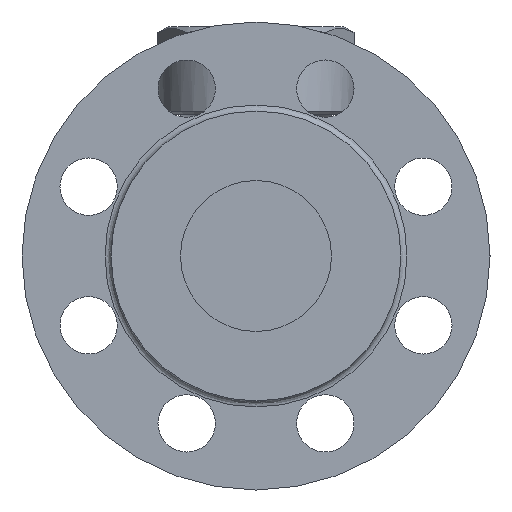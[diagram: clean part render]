
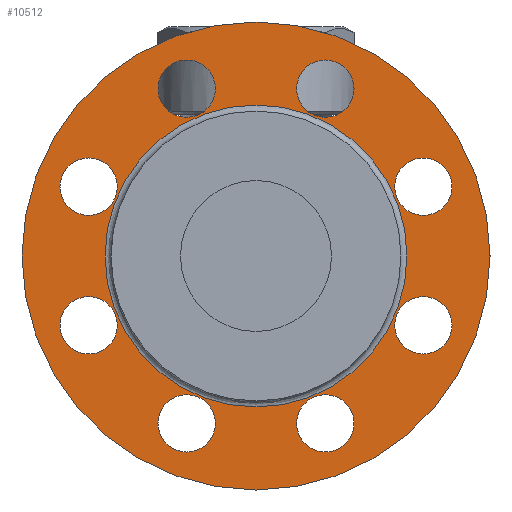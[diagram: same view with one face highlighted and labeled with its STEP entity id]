
A CAD part, left-side view. The second image highlights one B-rep face of the part: STEP entity #10512.
In plain terms, the highlighted planar face has unit normal (-1, 0, 0).
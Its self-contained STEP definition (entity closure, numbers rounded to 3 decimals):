
#10322=CARTESIAN_POINT('',(-98.,0.,77.5));
#10323=VERTEX_POINT('',#10322);
#10324=CARTESIAN_POINT('',(-98.0,0.0,0.));
#10325=DIRECTION('',(1.0,0.0,0.0));
#10326=DIRECTION('',(0.0,0.0,-1.0));
#10327=AXIS2_PLACEMENT_3D('',#10324,#10325,#10326);
#10328=CIRCLE('',#10327,77.5);
#10329=EDGE_CURVE('',#10323,#10323,#10328,.T.);
#10390=CARTESIAN_POINT('',(-98.,0.,50.));
#10391=VERTEX_POINT('',#10390);
#10392=CARTESIAN_POINT('',(-98.0,0.0,0.));
#10393=DIRECTION('',(-1.0,0.0,0.0));
#10394=DIRECTION('',(0.0,0.0,-1.0));
#10395=AXIS2_PLACEMENT_3D('',#10392,#10393,#10394);
#10396=CIRCLE('',#10395,50.);
#10397=EDGE_CURVE('',#10391,#10391,#10396,.T.);
#10413=CARTESIAN_POINT('',(-98.0,0.0,0.));
#10414=DIRECTION('',(1.0,0.0,0.0));
#10415=DIRECTION('',(0.0,0.0,-1.0));
#10416=AXIS2_PLACEMENT_3D('',#10413,#10414,#10415);
#10417=PLANE('',#10416);
#10418=ORIENTED_EDGE('',*,*,#10329,.F.);
#10419=EDGE_LOOP('',(#10418));
#10420=FACE_OUTER_BOUND('',#10419,.T.);
#10421=CARTESIAN_POINT('',(-98.,-22.961,64.933));
#10422=VERTEX_POINT('',#10421);
#10423=CARTESIAN_POINT('',(-98.0,-22.961,55.433));
#10424=DIRECTION('',(1.0,0.0,0.0));
#10425=DIRECTION('',(0.0,0.0,1.0));
#10426=AXIS2_PLACEMENT_3D('',#10423,#10424,#10425);
#10427=CIRCLE('',#10426,9.5);
#10428=EDGE_CURVE('',#10422,#10422,#10427,.T.);
#10429=ORIENTED_EDGE('',*,*,#10428,.T.);
#10430=EDGE_LOOP('',(#10429));
#10431=FACE_BOUND('',#10430,.T.);
#10432=CARTESIAN_POINT('',(-98.,-62.15,29.679));
#10433=VERTEX_POINT('',#10432);
#10434=CARTESIAN_POINT('',(-98.0,-55.433,22.961));
#10435=DIRECTION('',(1.,0.,0.));
#10436=DIRECTION('',(0.,-0.707,0.707));
#10437=AXIS2_PLACEMENT_3D('',#10434,#10435,#10436);
#10438=CIRCLE('',#10437,9.5);
#10439=EDGE_CURVE('',#10433,#10433,#10438,.T.);
#10440=ORIENTED_EDGE('',*,*,#10439,.T.);
#10441=EDGE_LOOP('',(#10440));
#10442=FACE_BOUND('',#10441,.T.);
#10443=CARTESIAN_POINT('',(-98.0,-64.933,-22.961));
#10444=VERTEX_POINT('',#10443);
#10445=CARTESIAN_POINT('',(-98.0,-55.433,-22.961));
#10446=DIRECTION('',(1.0,0.0,0.0));
#10447=DIRECTION('',(0.0,-1.0,0.0));
#10448=AXIS2_PLACEMENT_3D('',#10445,#10446,#10447);
#10449=CIRCLE('',#10448,9.5);
#10450=EDGE_CURVE('',#10444,#10444,#10449,.T.);
#10451=ORIENTED_EDGE('',*,*,#10450,.T.);
#10452=EDGE_LOOP('',(#10451));
#10453=FACE_BOUND('',#10452,.T.);
#10454=CARTESIAN_POINT('',(-98.,-29.679,-62.15));
#10455=VERTEX_POINT('',#10454);
#10456=CARTESIAN_POINT('',(-98.,-22.961,-55.433));
#10457=DIRECTION('',(1.,0.,0.));
#10458=DIRECTION('',(0.,-0.707,-0.707));
#10459=AXIS2_PLACEMENT_3D('',#10456,#10457,#10458);
#10460=CIRCLE('',#10459,9.5);
#10461=EDGE_CURVE('',#10455,#10455,#10460,.T.);
#10462=ORIENTED_EDGE('',*,*,#10461,.T.);
#10463=EDGE_LOOP('',(#10462));
#10464=FACE_BOUND('',#10463,.T.);
#10465=CARTESIAN_POINT('',(-98.,22.961,-64.933));
#10466=VERTEX_POINT('',#10465);
#10467=CARTESIAN_POINT('',(-98.,22.961,-55.433));
#10468=DIRECTION('',(1.0,0.0,0.0));
#10469=DIRECTION('',(0.0,0.0,-1.0));
#10470=AXIS2_PLACEMENT_3D('',#10467,#10468,#10469);
#10471=CIRCLE('',#10470,9.5);
#10472=EDGE_CURVE('',#10466,#10466,#10471,.T.);
#10473=ORIENTED_EDGE('',*,*,#10472,.T.);
#10474=EDGE_LOOP('',(#10473));
#10475=FACE_BOUND('',#10474,.T.);
#10476=CARTESIAN_POINT('',(-98.,62.15,-29.679));
#10477=VERTEX_POINT('',#10476);
#10478=CARTESIAN_POINT('',(-98.0,55.433,-22.961));
#10479=DIRECTION('',(1.0,0.,0.));
#10480=DIRECTION('',(0.,0.707,-0.707));
#10481=AXIS2_PLACEMENT_3D('',#10478,#10479,#10480);
#10482=CIRCLE('',#10481,9.5);
#10483=EDGE_CURVE('',#10477,#10477,#10482,.T.);
#10484=ORIENTED_EDGE('',*,*,#10483,.T.);
#10485=EDGE_LOOP('',(#10484));
#10486=FACE_BOUND('',#10485,.T.);
#10487=CARTESIAN_POINT('',(-98.,64.933,22.961));
#10488=VERTEX_POINT('',#10487);
#10489=CARTESIAN_POINT('',(-98.0,55.433,22.961));
#10490=DIRECTION('',(1.0,0.0,0.0));
#10491=DIRECTION('',(0.0,1.0,0.0));
#10492=AXIS2_PLACEMENT_3D('',#10489,#10490,#10491);
#10493=CIRCLE('',#10492,9.5);
#10494=EDGE_CURVE('',#10488,#10488,#10493,.T.);
#10495=ORIENTED_EDGE('',*,*,#10494,.T.);
#10496=EDGE_LOOP('',(#10495));
#10497=FACE_BOUND('',#10496,.T.);
#10498=CARTESIAN_POINT('',(-98.,29.679,62.15));
#10499=VERTEX_POINT('',#10498);
#10500=CARTESIAN_POINT('',(-98.,22.961,55.433));
#10501=DIRECTION('',(1.0,0.,0.));
#10502=DIRECTION('',(0.,0.707,0.707));
#10503=AXIS2_PLACEMENT_3D('',#10500,#10501,#10502);
#10504=CIRCLE('',#10503,9.5);
#10505=EDGE_CURVE('',#10499,#10499,#10504,.T.);
#10506=ORIENTED_EDGE('',*,*,#10505,.T.);
#10507=EDGE_LOOP('',(#10506));
#10508=FACE_BOUND('',#10507,.T.);
#10509=ORIENTED_EDGE('',*,*,#10397,.F.);
#10510=EDGE_LOOP('',(#10509));
#10511=FACE_BOUND('',#10510,.T.);
#10512=ADVANCED_FACE('',(#10420,#10431,#10442,#10453,#10464,#10475,#10486,#10497,#10508,#10511),#10417,.F.);
